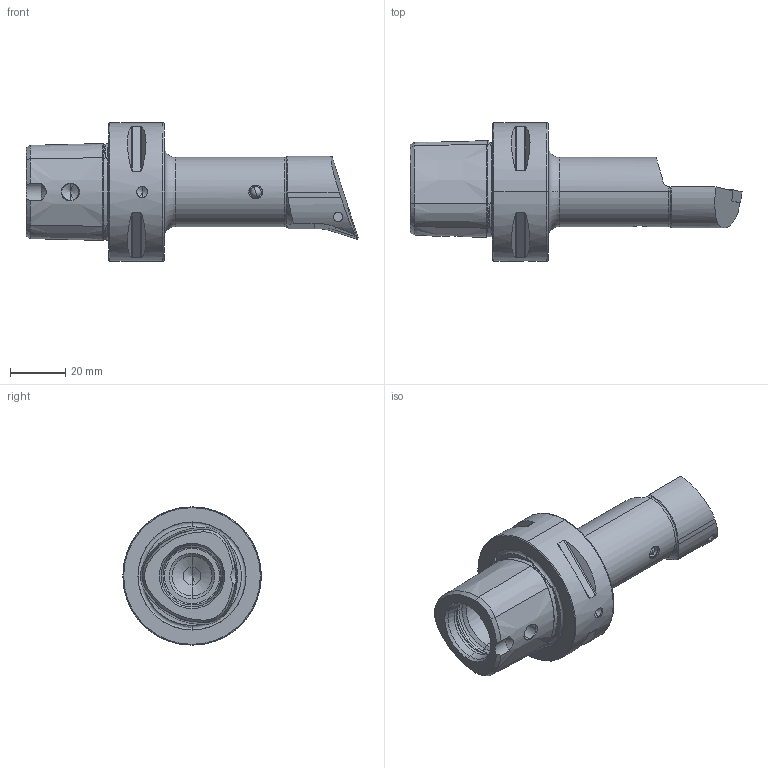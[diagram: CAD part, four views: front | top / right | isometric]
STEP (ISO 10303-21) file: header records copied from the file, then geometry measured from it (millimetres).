
FILE_DESCRIPTION (( 'STEP AP203' ), '1' );
FILE_NAME ('PS5-BDB.RQA.090.STEP', '2012-04-16T06:36:03', ( 'SwiAdmin' ), ( '' ), 'SwSTEP 2.0', 'SolidWorks 2012', '' );
FILE_SCHEMA (( 'CONFIG_CONTROL_DESIGN' ));
Length unit declared in the file: millimetre
Products named in the file (5): PS5-BDB.RQA.090; KVT_MB_600_050; WCB-ER2.001.009_A; DCMT11T304; PS5-BDB.RQA.090_A
Assembly tree (4 placements, depth 2):
  PS5-BDB.RQA.090
    PS5-BDB.RQA.090_A
    DCMT11T304
    WCB-ER2.001.009_A
    KVT_MB_600_050
Bounding box: 120 x 50 x 50 mm (x, y, z)
Volume: 79290.7 mm3; surface area: 19671.3 mm2
Topology: 5 solids, 5 shells, 284 faces, 679 edges, 402 vertices
Faces by surface type: cone 96, cylinder 74, plane 53, torus 41, bspline 16, sphere 4
Entity records: 9795 total; most frequent: CARTESIAN_POINT 3052, ORIENTED_EDGE 1320, DIRECTION 1287, EDGE_CURVE 660, AXIS2_PLACEMENT_3D 530, VERTEX_POINT 399, EDGE_LOOP 307, ADVANCED_FACE 284
